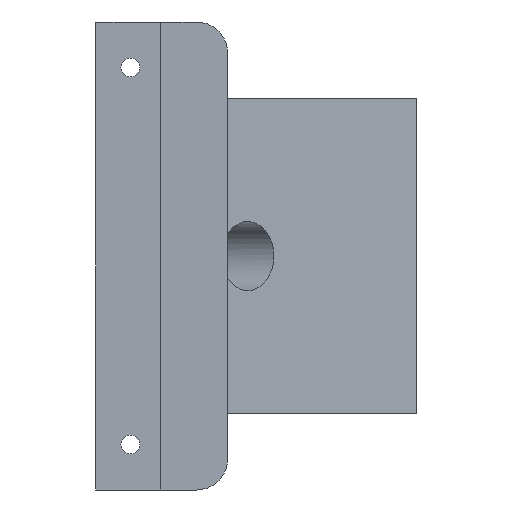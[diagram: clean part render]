
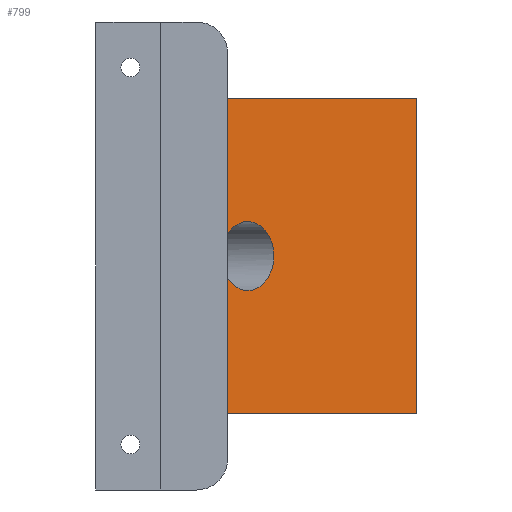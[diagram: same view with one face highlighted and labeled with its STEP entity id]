
A CAD part, front view. The second image highlights one B-rep face of the part: STEP entity #799.
In plain terms, the highlighted planar face has unit normal (0.707, -0.707, 0).
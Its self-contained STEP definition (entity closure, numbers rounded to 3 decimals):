
#47=ELLIPSE('',#893,5.862,5.5);
#48=ELLIPSE('',#894,5.862,5.5);
#66=PLANE('',#892);
#99=FACE_OUTER_BOUND('',#152,.T.);
#152=EDGE_LOOP('',(#649,#650,#651,#652,#653,#654,#655));
#195=LINE('',#1196,#266);
#196=LINE('',#1200,#267);
#220=LINE('',#1268,#291);
#235=LINE('',#1327,#306);
#236=LINE('',#1328,#307);
#266=VECTOR('',#951,10.);
#267=VECTOR('',#954,10.);
#291=VECTOR('',#1016,10.);
#306=VECTOR('',#1077,10.);
#307=VECTOR('',#1078,10.);
#362=VERTEX_POINT('',#1193);
#363=VERTEX_POINT('',#1195);
#364=VERTEX_POINT('',#1197);
#365=VERTEX_POINT('',#1199);
#390=VERTEX_POINT('',#1267);
#410=VERTEX_POINT('',#1324);
#411=VERTEX_POINT('',#1326);
#438=EDGE_CURVE('',#363,#362,#195,.T.);
#440=EDGE_CURVE('',#365,#364,#196,.T.);
#474=EDGE_CURVE('',#365,#390,#220,.F.);
#501=EDGE_CURVE('',#363,#410,#47,.F.);
#502=EDGE_CURVE('',#362,#411,#235,.T.);
#503=EDGE_CURVE('',#390,#411,#236,.T.);
#504=EDGE_CURVE('',#410,#364,#48,.F.);
#649=ORIENTED_EDGE('',*,*,#501,.F.);
#650=ORIENTED_EDGE('',*,*,#438,.T.);
#651=ORIENTED_EDGE('',*,*,#502,.T.);
#652=ORIENTED_EDGE('',*,*,#503,.F.);
#653=ORIENTED_EDGE('',*,*,#474,.F.);
#654=ORIENTED_EDGE('',*,*,#440,.T.);
#655=ORIENTED_EDGE('',*,*,#504,.F.);
#799=ADVANCED_FACE('',(#99),#66,.T.);
#892=AXIS2_PLACEMENT_3D('',#1323,#1073,#1074);
#893=AXIS2_PLACEMENT_3D('',#1325,#1075,#1076);
#894=AXIS2_PLACEMENT_3D('',#1329,#1079,#1080);
#951=DIRECTION('',(0.,0.,-1.));
#954=DIRECTION('',(0.,0.,-1.));
#1016=DIRECTION('',(-0.707,-0.707,0.));
#1073=DIRECTION('center_axis',(0.707,-0.707,0.));
#1074=DIRECTION('ref_axis',(0.,0.,-1.));
#1075=DIRECTION('center_axis',(-0.707,0.707,0.));
#1076=DIRECTION('ref_axis',(0.707,0.707,0.));
#1077=DIRECTION('',(0.707,0.707,0.));
#1078=DIRECTION('',(0.,0.,-1.));
#1079=DIRECTION('center_axis',(-0.707,0.707,0.));
#1080=DIRECTION('ref_axis',(0.707,0.707,0.));
#1193=CARTESIAN_POINT('',(15.5,-20.,-25.));
#1195=CARTESIAN_POINT('',(15.5,-20.,-3.504));
#1196=CARTESIAN_POINT('',(15.5,-20.,12.5));
#1197=CARTESIAN_POINT('',(15.5,-20.,3.504));
#1199=CARTESIAN_POINT('',(15.5,-20.,25.));
#1200=CARTESIAN_POINT('',(15.5,-20.,12.5));
#1267=CARTESIAN_POINT('',(45.5,10.,25.));
#1268=CARTESIAN_POINT('',(22.75,-12.75,25.));
#1323=CARTESIAN_POINT('Origin',(30.5,-5.,12.5));
#1324=CARTESIAN_POINT('',(18.695,-16.805,-5.5));
#1325=CARTESIAN_POINT('Origin',(18.695,-16.805,0.));
#1326=CARTESIAN_POINT('',(45.5,10.,-25.));
#1327=CARTESIAN_POINT('',(25.5,-10.,-25.));
#1328=CARTESIAN_POINT('',(45.5,10.,25.));
#1329=CARTESIAN_POINT('Origin',(18.695,-16.805,0.));
